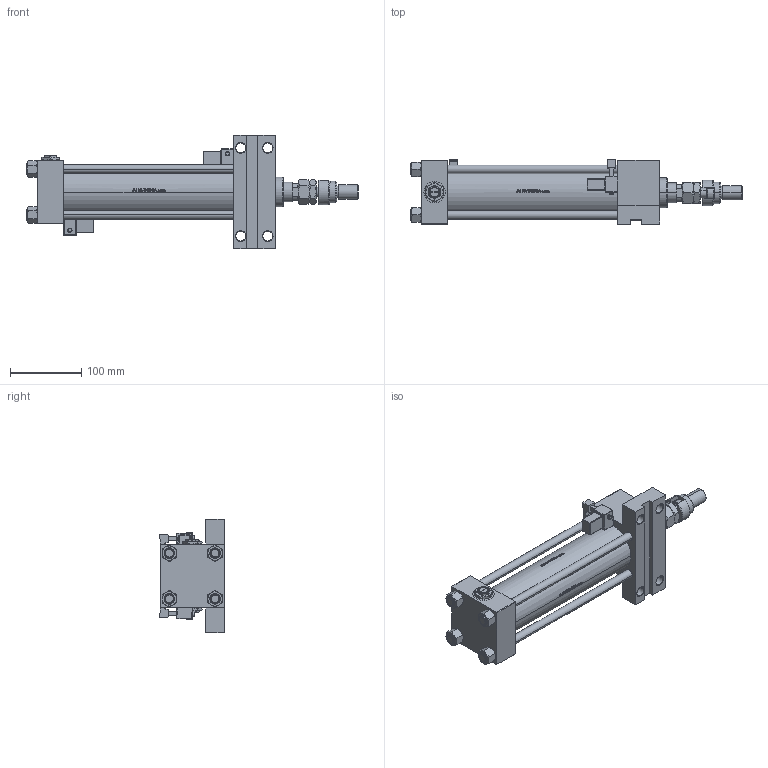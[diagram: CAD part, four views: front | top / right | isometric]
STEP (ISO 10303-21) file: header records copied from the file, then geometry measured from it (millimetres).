
FILE_DESCRIPTION (( 'STEP AP203' ), '1' );
FILE_NAME ('9c63.STEP', '2024-11-07T13:06:24', ( '' ), ( '' ), 'SwSTEP 2.0', 'SolidWorks 2019', '' );
FILE_SCHEMA (( 'CONFIG_CONTROL_DESIGN' ));
Length unit declared in the file: millimetre
Products named in the file (11): V215CR_F_Body f1e37ed3b0c05c4a79fd71182b93a2d5; MFA f1e37ed3b0c05c4a79fd71182b93a2d5; FEMALE_PART_FOR_DFA f1e37ed3b0c05c4a79fd71182b93a2d5; NUT_M5_F f1e37ed3b0c05c4a79fd71182b93a2d5; V215CR_MSU f1e37ed3b0c05c4a79fd71182b93a2d5; Zatka_pro_OIL_PORT f1e37ed3b0c05c4a79fd71182b93a2d5; 9c63; V215_VC_A f1e37ed3b0c05c4a79fd71182b93a2d5; V215CR_VCP_F f1e37ed3b0c05c4a79fd71182b93a2d5; DFA f1e37ed3b0c05c4a79fd71182b93a2d5; V215CR_F_TYCINKA f1e37ed3b0c05c4a79fd71182b93a2d5
Assembly tree (18 placements, depth 3):
  9c63
    V215CR_F_Body f1e37ed3b0c05c4a79fd71182b93a2d5
    V215CR_VCP_F f1e37ed3b0c05c4a79fd71182b93a2d5
    V215CR_F_TYCINKA f1e37ed3b0c05c4a79fd71182b93a2d5  x4
    NUT_M5_F f1e37ed3b0c05c4a79fd71182b93a2d5  x4
    V215_VC_A f1e37ed3b0c05c4a79fd71182b93a2d5
    DFA f1e37ed3b0c05c4a79fd71182b93a2d5
      FEMALE_PART_FOR_DFA f1e37ed3b0c05c4a79fd71182b93a2d5
      MFA f1e37ed3b0c05c4a79fd71182b93a2d5
    V215CR_MSU f1e37ed3b0c05c4a79fd71182b93a2d5  x2
    Zatka_pro_OIL_PORT f1e37ed3b0c05c4a79fd71182b93a2d5  x2
Bounding box: 467 x 90.53 x 160 mm (x, y, z)
Volume: 1420941.1 mm3; surface area: 340809.2 mm2
Topology: 17 solids, 17 shells, 1432 faces, 3474 edges, 2183 vertices
Faces by surface type: plane 569, bspline 380, cone 232, cylinder 203, torus 24, sphere 24
Entity records: 54364 total; most frequent: CARTESIAN_POINT 27552, ORIENTED_EDGE 5866, DIRECTION 4071, EDGE_CURVE 2933, VERTEX_POINT 1885, VECTOR 1475, LINE 1475, EDGE_LOOP 1340
